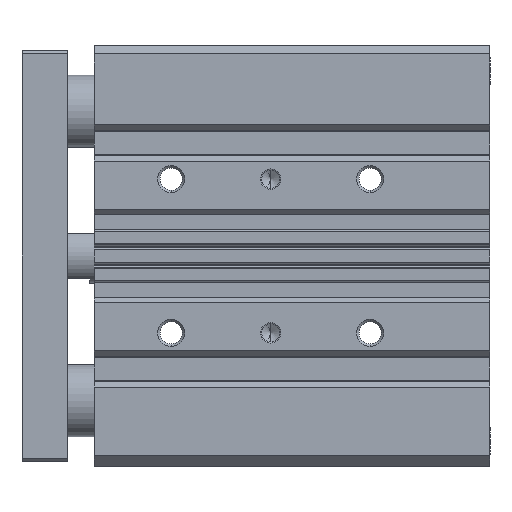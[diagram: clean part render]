
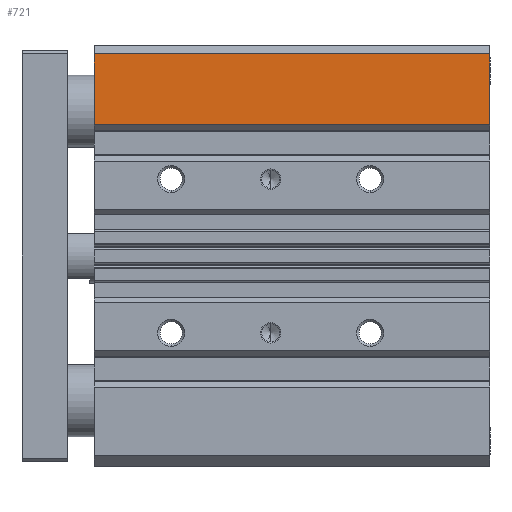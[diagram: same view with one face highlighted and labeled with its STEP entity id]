
A CAD part, front view. The second image highlights one B-rep face of the part: STEP entity #721.
In plain terms, the highlighted planar face has unit normal (0, -1, 0).
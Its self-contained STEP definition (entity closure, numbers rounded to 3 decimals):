
#238 = CARTESIAN_POINT ( 'NONE',  ( 0., -21., 29. ) ) ;
#531 = LINE ( 'NONE', #7590, #12527 ) ;
#721 = ADVANCED_FACE ( 'NONE', ( #3207 ), #11632, .T. ) ;
#941 = ORIENTED_EDGE ( 'NONE', *, *, #9602, .F. ) ;
#1510 = CARTESIAN_POINT ( 'NONE',  ( 0., -21., 29. ) ) ;
#1811 = VERTEX_POINT ( 'NONE', #8235 ) ;
#1909 = VERTEX_POINT ( 'NONE', #7430 ) ;
#2439 = CARTESIAN_POINT ( 'NONE',  ( 0., -21., 29. ) ) ;
#3075 = EDGE_CURVE ( 'NONE', #1909, #3716, #4188, .T. ) ;
#3207 = FACE_OUTER_BOUND ( 'NONE', #9729, .T. ) ;
#3716 = VERTEX_POINT ( 'NONE', #5660 ) ;
#4143 = VECTOR ( 'NONE', #10956, 1000. ) ;
#4188 = LINE ( 'NONE', #12167, #11427 ) ;
#4213 = CARTESIAN_POINT ( 'NONE',  ( 0., -21., 29. ) ) ;
#5660 = CARTESIAN_POINT ( 'NONE',  ( 0., -21., 44.7 ) ) ;
#6592 = LINE ( 'NONE', #1510, #7975 ) ;
#6615 = DIRECTION ( 'NONE',  ( 0., 0., -1. ) ) ;
#6943 = EDGE_CURVE ( 'NONE', #1909, #1811, #531, .T. ) ;
#6956 = ORIENTED_EDGE ( 'NONE', *, *, #12432, .T. ) ;
#7430 = CARTESIAN_POINT ( 'NONE',  ( 87.5, -21., 44.7 ) ) ;
#7588 = DIRECTION ( 'NONE',  ( 0., 0., -1. ) ) ;
#7590 = CARTESIAN_POINT ( 'NONE',  ( 87.5, -21., 0. ) ) ;
#7786 = AXIS2_PLACEMENT_3D ( 'NONE', #238, #10575, #6615 ) ;
#7975 = VECTOR ( 'NONE', #7588, 1000. ) ;
#8216 = DIRECTION ( 'NONE',  ( -1., 0., 0. ) ) ;
#8235 = CARTESIAN_POINT ( 'NONE',  ( 87.5, -21., 29. ) ) ;
#9424 = VERTEX_POINT ( 'NONE', #2439 ) ;
#9602 = EDGE_CURVE ( 'NONE', #1811, #9424, #11332, .T. ) ;
#9729 = EDGE_LOOP ( 'NONE', ( #6956, #941, #12168, #11236 ) ) ;
#10575 = DIRECTION ( 'NONE',  ( 0., -1., 0. ) ) ;
#10956 = DIRECTION ( 'NONE',  ( -1., 0., 0. ) ) ;
#11236 = ORIENTED_EDGE ( 'NONE', *, *, #3075, .T. ) ;
#11332 = LINE ( 'NONE', #4213, #4143 ) ;
#11427 = VECTOR ( 'NONE', #8216, 1000. ) ;
#11614 = DIRECTION ( 'NONE',  ( 0., 0., -1. ) ) ;
#11632 = PLANE ( 'NONE',  #7786 ) ;
#12167 = CARTESIAN_POINT ( 'NONE',  ( 0., -21., 44.7 ) ) ;
#12168 = ORIENTED_EDGE ( 'NONE', *, *, #6943, .F. ) ;
#12432 = EDGE_CURVE ( 'NONE', #3716, #9424, #6592, .T. ) ;
#12527 = VECTOR ( 'NONE', #11614, 1000. ) ;
